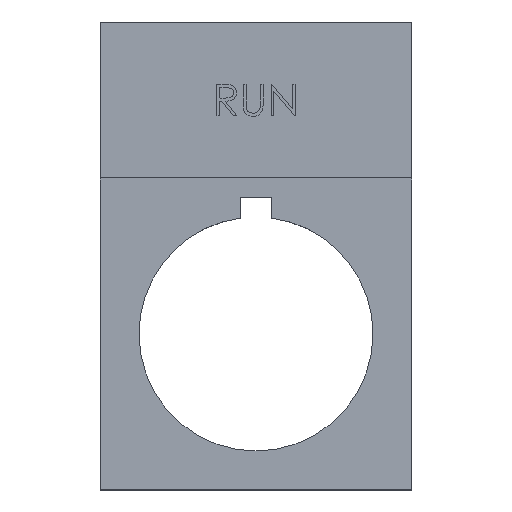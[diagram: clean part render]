
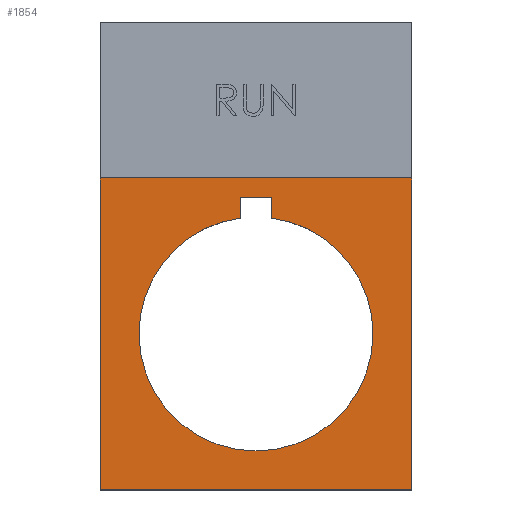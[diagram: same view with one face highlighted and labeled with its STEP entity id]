
A CAD part, top view. The second image highlights one B-rep face of the part: STEP entity #1854.
In plain terms, the highlighted planar face has unit normal (0, 0, 1).
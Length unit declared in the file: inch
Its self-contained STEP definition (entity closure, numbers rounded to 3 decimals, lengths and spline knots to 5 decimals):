
#87 = LINE ( 'NONE', #718, #1749 ) ;
#104 = DIRECTION ( 'NONE',  ( 0., 0., -1. ) ) ;
#115 = CARTESIAN_POINT ( 'NONE',  ( 0., 0., 0.01969 ) ) ;
#124 = CARTESIAN_POINT ( 'NONE',  ( 0.44291, 0., 0.01969 ) ) ;
#125 = LINE ( 'NONE', #2717, #2486 ) ;
#168 = CARTESIAN_POINT ( 'NONE',  ( 0.19685, 0.59055, 0.01969 ) ) ;
#203 = CARTESIAN_POINT ( 'NONE',  ( 0.59055, -0.59055, 0.01969 ) ) ;
#365 = DIRECTION ( 'NONE',  ( 0., 1., 0. ) ) ;
#366 = B_SPLINE_CURVE_WITH_KNOTS ( 'NONE', 3,
 ( #2393, #168, #896, #2338 ),
 .UNSPECIFIED., .F., .F.,
 ( 4, 4 ),
 ( 0., 1. ),
 .UNSPECIFIED. ) ;
#402 = DIRECTION ( 'NONE',  ( 1., 0., 0. ) ) ;
#420 = EDGE_CURVE ( 'NONE', #867, #2261, #3170, .T. ) ;
#462 = EDGE_CURVE ( 'NONE', #737, #867, #3059, .T. ) ;
#481 = EDGE_CURVE ( 'NONE', #2955, #1514, #2322, .T. ) ;
#482 = CARTESIAN_POINT ( 'NONE',  ( 0.05906, 0.43896, 0.01969 ) ) ;
#575 = CARTESIAN_POINT ( 'NONE',  ( -0.59055, 0.59055, 0.01969 ) ) ;
#715 = EDGE_CURVE ( 'NONE', #1574, #737, #2943, .T. ) ;
#718 = CARTESIAN_POINT ( 'NONE',  ( 0.59055, -0.59055, 0.01969 ) ) ;
#737 = VERTEX_POINT ( 'NONE', #858 ) ;
#858 = CARTESIAN_POINT ( 'NONE',  ( -0.44291, 0., 0.01969 ) ) ;
#867 = VERTEX_POINT ( 'NONE', #1643 ) ;
#882 = VECTOR ( 'NONE', #2968, 39.37008 ) ;
#896 = CARTESIAN_POINT ( 'NONE',  ( -0.19685, 0.59055, 0.01969 ) ) ;
#913 = EDGE_CURVE ( 'NONE', #2086, #2955, #125, .T. ) ;
#933 = EDGE_CURVE ( 'NONE', #2148, #2086, #87, .T. ) ;
#937 = ORIENTED_EDGE ( 'NONE', *, *, #1546, .T. ) ;
#947 = VERTEX_POINT ( 'NONE', #482 ) ;
#970 = PLANE ( 'NONE',  #1131 ) ;
#971 = CIRCLE ( 'NONE', #2453, 0.44291 ) ;
#982 = AXIS2_PLACEMENT_3D ( 'NONE', #1378, #104, #3083 ) ;
#1131 = AXIS2_PLACEMENT_3D ( 'NONE', #2946, #1458, #3191 ) ;
#1168 = EDGE_LOOP ( 'NONE', ( #1341, #3028, #937, #2620, #3104, #2603 ) ) ;
#1184 = LINE ( 'NONE', #2223, #882 ) ;
#1204 = ORIENTED_EDGE ( 'NONE', *, *, #913, .F. ) ;
#1285 = ORIENTED_EDGE ( 'NONE', *, *, #933, .F. ) ;
#1341 = ORIENTED_EDGE ( 'NONE', *, *, #2336, .T. ) ;
#1364 = ORIENTED_EDGE ( 'NONE', *, *, #2055, .T. ) ;
#1378 = CARTESIAN_POINT ( 'NONE',  ( 0., 0., 0.01969 ) ) ;
#1458 = DIRECTION ( 'NONE',  ( 0., 0., 1. ) ) ;
#1514 = VERTEX_POINT ( 'NONE', #575 ) ;
#1520 = CARTESIAN_POINT ( 'NONE',  ( -0.05906, 0.5177, 0.01969 ) ) ;
#1544 = CARTESIAN_POINT ( 'NONE',  ( 0.05906, 0.5177, 0.01969 ) ) ;
#1546 = EDGE_CURVE ( 'NONE', #947, #1574, #971, .T. ) ;
#1574 = VERTEX_POINT ( 'NONE', #124 ) ;
#1592 = DIRECTION ( 'NONE',  ( 0., 0., -1. ) ) ;
#1604 = DIRECTION ( 'NONE',  ( 1., 0., 0. ) ) ;
#1614 = LINE ( 'NONE', #1915, #2861 ) ;
#1643 = CARTESIAN_POINT ( 'NONE',  ( -0.05906, 0.43896, 0.01969 ) ) ;
#1706 = VERTEX_POINT ( 'NONE', #1544 ) ;
#1749 = VECTOR ( 'NONE', #2487, 39.37008 ) ;
#1803 = AXIS2_PLACEMENT_3D ( 'NONE', #115, #2089, #1852 ) ;
#1831 = CARTESIAN_POINT ( 'NONE',  ( -0.05906, 0.5177, 0.01969 ) ) ;
#1852 = DIRECTION ( 'NONE',  ( 1., 0., 0. ) ) ;
#1854 = ADVANCED_FACE ( 'NONE', ( #3201, #2973 ), #970, .T. ) ;
#1915 = CARTESIAN_POINT ( 'NONE',  ( 0.05906, 0.5177, 0.01969 ) ) ;
#2013 = ORIENTED_EDGE ( 'NONE', *, *, #481, .F. ) ;
#2055 = EDGE_CURVE ( 'NONE', #2148, #1514, #366, .T. ) ;
#2086 = VERTEX_POINT ( 'NONE', #203 ) ;
#2089 = DIRECTION ( 'NONE',  ( 0., 0., -1. ) ) ;
#2120 = CARTESIAN_POINT ( 'NONE',  ( -0.59055, -0.59055, 0.01969 ) ) ;
#2148 = VERTEX_POINT ( 'NONE', #2230 ) ;
#2223 = CARTESIAN_POINT ( 'NONE',  ( 0.05906, 0.43896, 0.01969 ) ) ;
#2230 = CARTESIAN_POINT ( 'NONE',  ( 0.59055, 0.59055, 0.01969 ) ) ;
#2261 = VERTEX_POINT ( 'NONE', #1520 ) ;
#2317 = CARTESIAN_POINT ( 'NONE',  ( -0.59055, 1.1811, 0.01969 ) ) ;
#2322 = LINE ( 'NONE', #2317, #3208 ) ;
#2336 = EDGE_CURVE ( 'NONE', #2261, #1706, #1614, .T. ) ;
#2338 = CARTESIAN_POINT ( 'NONE',  ( -0.59055, 0.59055, 0.01969 ) ) ;
#2393 = CARTESIAN_POINT ( 'NONE',  ( 0.59055, 0.59055, 0.01969 ) ) ;
#2453 = AXIS2_PLACEMENT_3D ( 'NONE', #2613, #1592, #1604 ) ;
#2486 = VECTOR ( 'NONE', #3214, 39.37008 ) ;
#2487 = DIRECTION ( 'NONE',  ( 0., -1., 0. ) ) ;
#2603 = ORIENTED_EDGE ( 'NONE', *, *, #420, .T. ) ;
#2613 = CARTESIAN_POINT ( 'NONE',  ( 0., 0., 0.01969 ) ) ;
#2620 = ORIENTED_EDGE ( 'NONE', *, *, #715, .T. ) ;
#2650 = EDGE_CURVE ( 'NONE', #1706, #947, #1184, .T. ) ;
#2717 = CARTESIAN_POINT ( 'NONE',  ( -0.59055, -0.59055, 0.01969 ) ) ;
#2817 = DIRECTION ( 'NONE',  ( 0., 1., 0. ) ) ;
#2861 = VECTOR ( 'NONE', #402, 39.37008 ) ;
#2943 = CIRCLE ( 'NONE', #1803, 0.44291 ) ;
#2946 = CARTESIAN_POINT ( 'NONE',  ( 0., 0.29528, 0.01969 ) ) ;
#2955 = VERTEX_POINT ( 'NONE', #2120 ) ;
#2968 = DIRECTION ( 'NONE',  ( 0., -1., 0. ) ) ;
#2973 = FACE_OUTER_BOUND ( 'NONE', #3030, .T. ) ;
#3028 = ORIENTED_EDGE ( 'NONE', *, *, #2650, .T. ) ;
#3030 = EDGE_LOOP ( 'NONE', ( #1204, #1285, #1364, #2013 ) ) ;
#3059 = CIRCLE ( 'NONE', #982, 0.44291 ) ;
#3083 = DIRECTION ( 'NONE',  ( 1., 0., 0. ) ) ;
#3096 = VECTOR ( 'NONE', #365, 39.37008 ) ;
#3104 = ORIENTED_EDGE ( 'NONE', *, *, #462, .T. ) ;
#3170 = LINE ( 'NONE', #1831, #3096 ) ;
#3191 = DIRECTION ( 'NONE',  ( 1., 0., 0. ) ) ;
#3201 = FACE_BOUND ( 'NONE', #1168, .T. ) ;
#3208 = VECTOR ( 'NONE', #2817, 39.37008 ) ;
#3214 = DIRECTION ( 'NONE',  ( -1., 0., 0. ) ) ;
